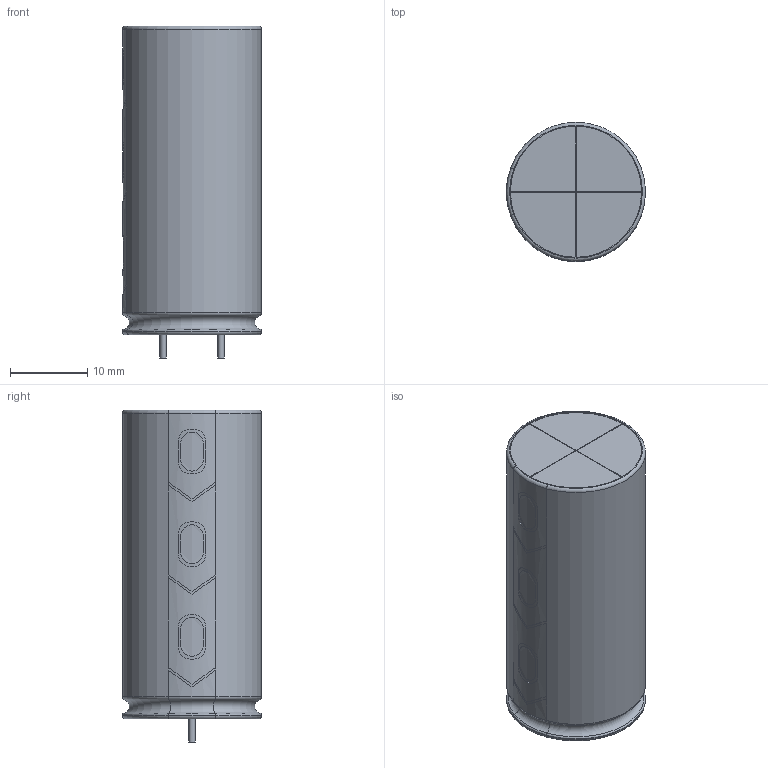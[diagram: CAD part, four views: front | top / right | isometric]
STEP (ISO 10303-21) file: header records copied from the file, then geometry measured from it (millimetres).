
FILE_DESCRIPTION(('STEP AP214'), '1');
FILE_NAME('El_Cap_VT', '', ('UNSPECIFIED'), ('UNSPECIFIED'), 'ASCON STEP Converter 1.6', 'ASCON Math Kernel', '');
FILE_SCHEMA(('AUTOMOTIVE_DESIGN { 1 0 10303 214 3 1 1}'));
Length unit declared in the file: millimetre
Bounding box: 18 x 18 x 43 mm (x, y, z)
Volume: 10068.5 mm3; surface area: 2816.6 mm2
Topology: 1 solids, 1 shells, 125 faces, 342 edges, 228 vertices
Faces by surface type: plane 71, cylinder 44, torus 10
Full cylindrical faces by diameter (mm): 0.8 x2, 14.4 x1, 17 x1
Entity records: 6247 total; most frequent: CARTESIAN_POINT 2175, ORIENTED_EDGE 676, DIRECTION 578, EDGE_CURVE 338, VERTEX_POINT 228, AXIS2_PLACEMENT_3D 198, LINE 182, VECTOR 182
